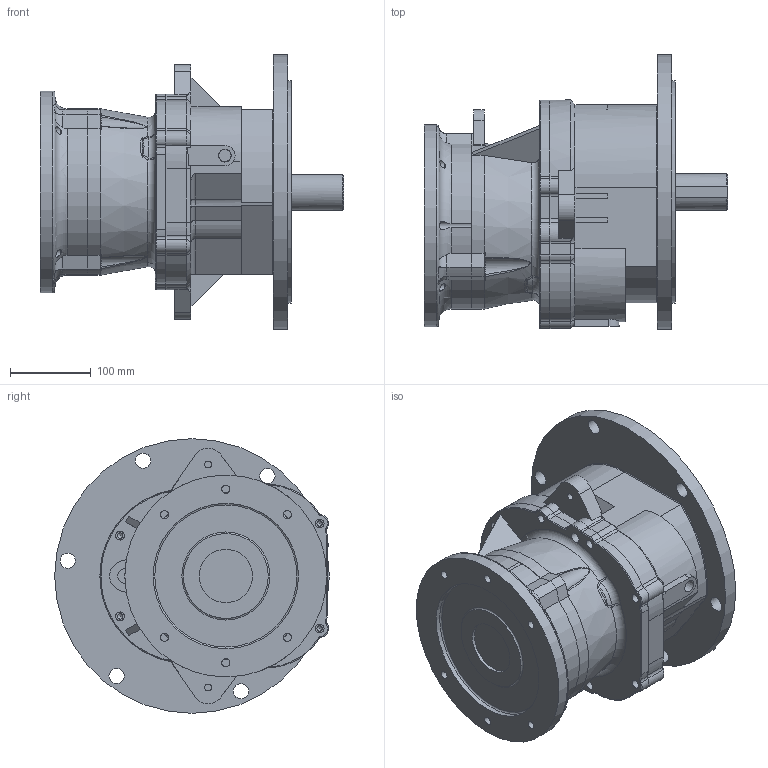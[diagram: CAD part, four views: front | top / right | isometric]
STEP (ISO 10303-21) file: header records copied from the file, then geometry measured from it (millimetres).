
FILE_DESCRIPTION (( 'STEP AP214' ), '1' );
FILE_NAME ('EK2DO07889H001_F1VF_3.7KW_R5.stp', '2022-07-04T04:59:10', ( 'Windows 餌辨濠' ), ( '' ), 'SwSTEP 2.0', 'SolidWorks 2021', '' );
FILE_SCHEMA (( 'AUTOMOTIVE_DESIGN' ));
Length unit declared in the file: millimetre
Products named in the file (5): DKA0800224_BRACKET; DKA0102467_CASING; DKG1300341__3.7; EK2DO07889H001_F1VF_3.7KW_R5; 17_3.7
Assembly tree (4 placements, depth 2):
  EK2DO07889H001_F1VF_3.7KW_R5
    DKA0102467_CASING
    17_3.7
    DKA0800224_BRACKET
    DKG1300341__3.7
Bounding box: 375.5 x 340 x 340 mm (x, y, z)
Volume: 11961301.5 mm3; surface area: 786567.9 mm2
Topology: 4 solids, 4 shells, 593 faces, 1535 edges, 955 vertices
Faces by surface type: cylinder 245, plane 137, torus 137, cone 45, bspline 27, sphere 2
Full cylindrical faces by diameter (mm): 2.7 x2, 6.8 x11, 8.5 x2, 9 x3, 10.2 x6, 11 x8, 13 x4, 18 x1, 19 x6, 45 x1, 50 x1, 66 x1, 180 x1, 250 x1, 255 x1, 275 x1, 340 x1
Entity records: 20950 total; most frequent: CARTESIAN_POINT 6342, DIRECTION 3128, ORIENTED_EDGE 2830, EDGE_CURVE 1415, AXIS2_PLACEMENT_3D 1332, VERTEX_POINT 912, CIRCLE 759, EDGE_LOOP 733
